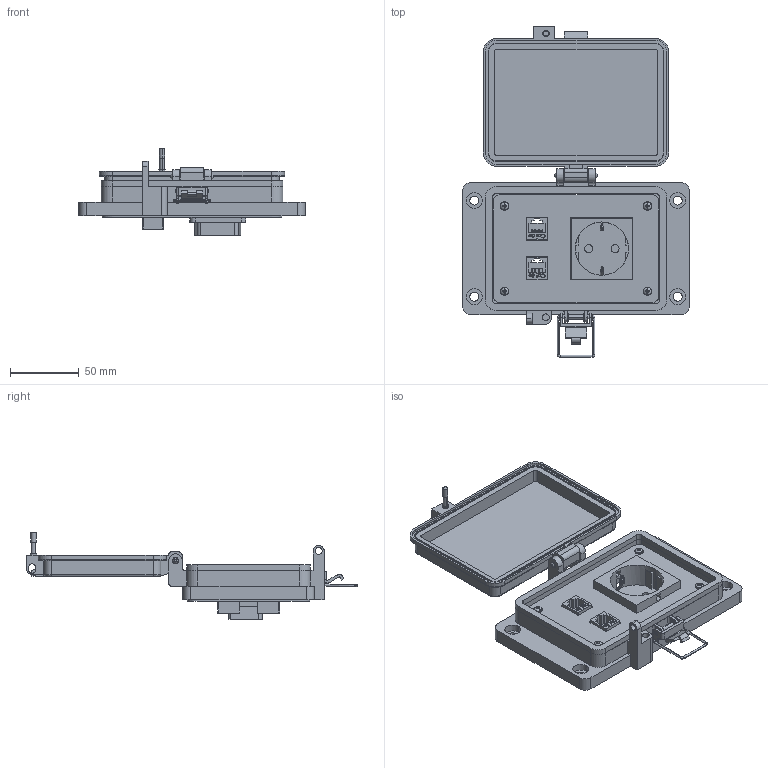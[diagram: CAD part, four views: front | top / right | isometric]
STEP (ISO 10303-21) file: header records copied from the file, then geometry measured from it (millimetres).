
FILE_DESCRIPTION (( 'STEP AP203' ), '1' );
FILE_NAME ('P-R2#2-M3RE0_3D.STEP', '2019-08-06T16:12:36', ( '' ), ( '' ), 'SwSTEP 2.0', 'SolidWorks 2019', '' );
FILE_SCHEMA (( 'CONFIG_CONTROL_DESIGN' ));
Length unit declared in the file: millimetre
Products named in the file (13): R2; P-R2#2-M3RE0_3D; P-R2#2-M3RE0_BP180_1; Z-200-OTLT-RE; P-R2#2-M3RE0_TP060_1; RE; Z-000-4243316TFP; Z-H-M3_B; P-R2#2-M3RE0_FP060_1; -M3; Z-300-RJ45CAT5; 92005A124_METRIC PAN HEAD PHILLIPS MACHINE SCREW_92005A124
Assembly tree (18 placements, depth 3):
  P-R2#2-M3RE0_3D
    P-R2#2-M3RE0_BP180_1
    P-R2#2-M3RE0_TP060_1
    Z-000-4243316TFP  x3
    P-R2#2-M3RE0_FP060_1
    R2
      Z-300-RJ45CAT5
    R2
      Z-300-RJ45CAT5
    RE
      Z-200-OTLT-RE
    -M3
      Z-H-M3_B
    92005A124_METRIC PAN HEAD PHILLIPS MACHINE SCREW_92005A124  x4
Bounding box: 164.96 x 240.59 x 63.19 mm (x, y, z)
Volume: 258515.4 mm3; surface area: 149417.3 mm2
Topology: 23 solids, 23 shells, 2255 faces, 6369 edges, 4219 vertices
Faces by surface type: plane 920, cylinder 904, bspline 336, cone 71, torus 16, sphere 8
Entity records: 53367 total; most frequent: CARTESIAN_POINT 19825, ORIENTED_EDGE 7298, DIRECTION 5809, EDGE_CURVE 3649, VERTEX_POINT 2416, LINE 2181, VECTOR 2181, AXIS2_PLACEMENT_3D 1814
